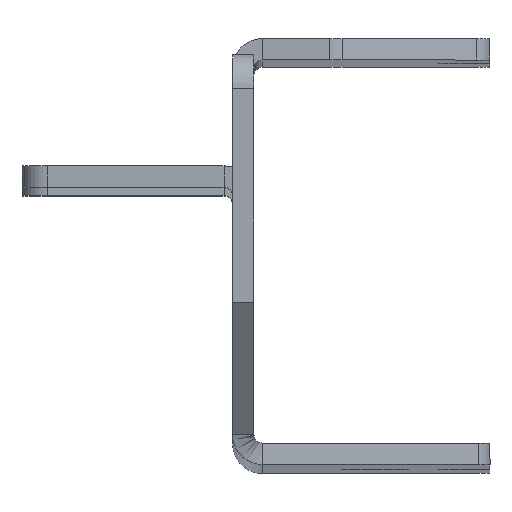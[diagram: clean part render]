
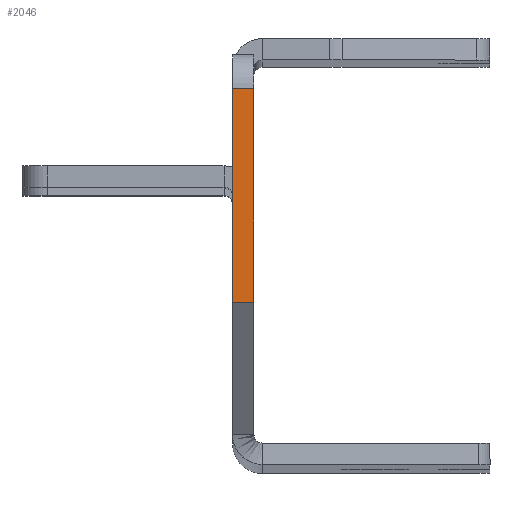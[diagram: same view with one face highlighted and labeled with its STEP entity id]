
A CAD part, top view. The second image highlights one B-rep face of the part: STEP entity #2046.
In plain terms, the highlighted planar face has unit normal (0, 0, 1).
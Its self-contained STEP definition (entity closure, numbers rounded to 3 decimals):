
#20 = CARTESIAN_POINT ( 'NONE',  ( 2.5, 19., 315. ) ) ;
#57 = CARTESIAN_POINT ( 'NONE',  ( 2.5, -6., 315. ) ) ;
#148 = LINE ( 'NONE', #2794, #155 ) ;
#155 = VECTOR ( 'NONE', #2771, 1000. ) ;
#201 = EDGE_CURVE ( 'NONE', #1337, #507, #148, .T. ) ;
#228 = CARTESIAN_POINT ( 'NONE',  ( 2.5, 19., 315. ) ) ;
#318 = CARTESIAN_POINT ( 'NONE',  ( 0., 19., 315. ) ) ;
#400 = DIRECTION ( 'NONE',  ( -1., 0., 0. ) ) ;
#441 = VERTEX_POINT ( 'NONE', #57 ) ;
#507 = VERTEX_POINT ( 'NONE', #3023 ) ;
#598 = CARTESIAN_POINT ( 'NONE',  ( 2.5, -6., 315. ) ) ;
#625 = ORIENTED_EDGE ( 'NONE', *, *, #627, .F. ) ;
#627 = EDGE_CURVE ( 'NONE', #441, #507, #2641, .T. ) ;
#690 = PLANE ( 'NONE',  #1855 ) ;
#1122 = EDGE_LOOP ( 'NONE', ( #1805, #625, #1381, #2107 ) ) ;
#1337 = VERTEX_POINT ( 'NONE', #318 ) ;
#1381 = ORIENTED_EDGE ( 'NONE', *, *, #1749, .F. ) ;
#1535 = VERTEX_POINT ( 'NONE', #228 ) ;
#1678 = DIRECTION ( 'NONE',  ( 0., 0., -1. ) ) ;
#1696 = EDGE_CURVE ( 'NONE', #1535, #1337, #2451, .T. ) ;
#1749 = EDGE_CURVE ( 'NONE', #1535, #441, #2932, .T. ) ;
#1805 = ORIENTED_EDGE ( 'NONE', *, *, #201, .T. ) ;
#1855 = AXIS2_PLACEMENT_3D ( 'NONE', #20, #1678, #3429 ) ;
#2046 = ADVANCED_FACE ( 'NONE', ( #2809 ), #690, .F. ) ;
#2107 = ORIENTED_EDGE ( 'NONE', *, *, #1696, .T. ) ;
#2111 = CARTESIAN_POINT ( 'NONE',  ( 2.5, 19., 315. ) ) ;
#2133 = CARTESIAN_POINT ( 'NONE',  ( 2.5, 19., 315. ) ) ;
#2312 = VECTOR ( 'NONE', #2497, 1000. ) ;
#2414 = VECTOR ( 'NONE', #400, 1000. ) ;
#2451 = LINE ( 'NONE', #2133, #2414 ) ;
#2497 = DIRECTION ( 'NONE',  ( 0., -1., 0. ) ) ;
#2610 = VECTOR ( 'NONE', #2933, 1000. ) ;
#2641 = LINE ( 'NONE', #598, #2610 ) ;
#2771 = DIRECTION ( 'NONE',  ( 0., -1., 0. ) ) ;
#2794 = CARTESIAN_POINT ( 'NONE',  ( 0., 19., 315. ) ) ;
#2809 = FACE_OUTER_BOUND ( 'NONE', #1122, .T. ) ;
#2932 = LINE ( 'NONE', #2111, #2312 ) ;
#2933 = DIRECTION ( 'NONE',  ( -1., 0., 0. ) ) ;
#3023 = CARTESIAN_POINT ( 'NONE',  ( 0., -6., 315. ) ) ;
#3429 = DIRECTION ( 'NONE',  ( -1., 0., 0. ) ) ;
